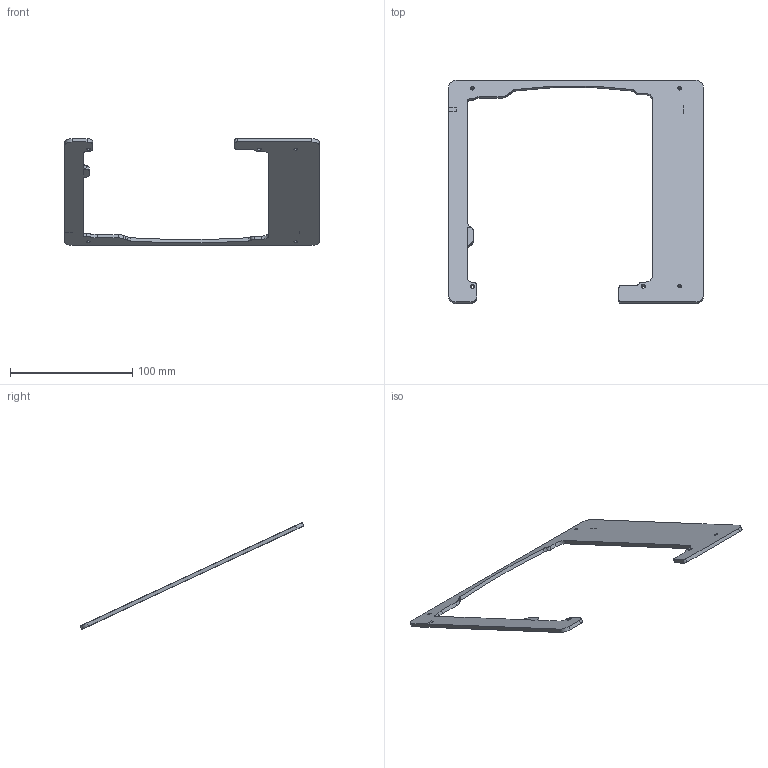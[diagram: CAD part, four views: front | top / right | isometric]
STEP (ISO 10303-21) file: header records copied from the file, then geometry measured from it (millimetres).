
FILE_DESCRIPTION(/* description */ (''),/* implementation_level */ '2;1');
FILE_NAME(/* name */ 'FPGA Plate.step',/* time_stamp */ '2020-05-16T15:56:10-04:00',/* author */ (''),/* organization */ (''),/* preprocessor_version */ 'ST-DEVELOPER v18.1',/* originating_system */ 'Autodesk Translation Framework v9.3.0.1241',/* authorisation */ '');
FILE_SCHEMA (('AUTOMOTIVE_DESIGN { 1 0 10303 214 3 1 1 }'));
Length unit declared in the file: millimetre
Products named in the file (1): FPGA Plate
Bounding box: 208 x 182.53 x 87.24 mm (x, y, z)
Volume: 39577.1 mm3; surface area: 30299.6 mm2
Topology: 1 solids, 1 shells, 61 faces, 181 edges, 122 vertices
Faces by surface type: cylinder 34, plane 27
Full cylindrical faces by diameter (mm): 3 x3, 3.4 x2
Entity records: 2141 total; most frequent: DIRECTION 375, CARTESIAN_POINT 365, ORIENTED_EDGE 362, EDGE_CURVE 181, AXIS2_PLACEMENT_3D 132, VERTEX_POINT 122, LINE 111, VECTOR 111
